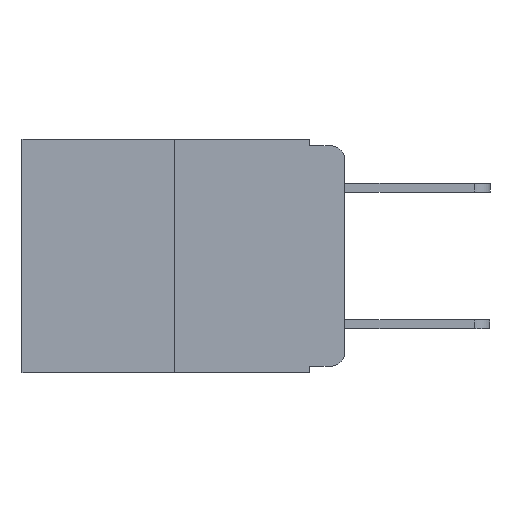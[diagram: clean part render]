
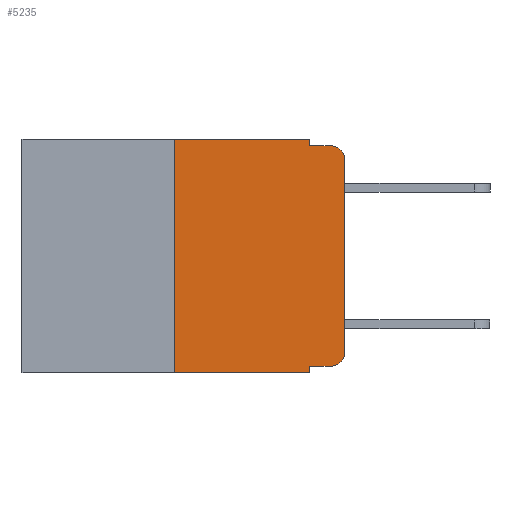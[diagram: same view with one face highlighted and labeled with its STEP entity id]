
A CAD part, left-side view. The second image highlights one B-rep face of the part: STEP entity #5235.
In plain terms, the highlighted planar face has unit normal (-1, 0, 0).
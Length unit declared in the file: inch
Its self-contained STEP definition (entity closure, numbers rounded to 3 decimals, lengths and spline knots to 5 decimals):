
#71 = ORIENTED_EDGE ( 'NONE', *, *, #2638, .T. ) ;
#146 = VECTOR ( 'NONE', #13410, 39.37008 ) ;
#369 = ORIENTED_EDGE ( 'NONE', *, *, #3002, .F. ) ;
#473 = ORIENTED_EDGE ( 'NONE', *, *, #3007, .T. ) ;
#513 = ORIENTED_EDGE ( 'NONE', *, *, #3012, .T. ) ;
#807 = CARTESIAN_POINT ( 'NONE',  ( 0., 0., -0.313 ) ) ;
#1062 = CARTESIAN_POINT ( 'NONE',  ( 0., 0.25, -0.343 ) ) ;
#1285 = ORIENTED_EDGE ( 'NONE', *, *, #2982, .F. ) ;
#1299 = EDGE_CURVE ( 'NONE', #1948, #11897, #8416, .T. ) ;
#1504 = VECTOR ( 'NONE', #9123, 39.37008 ) ;
#1804 = LINE ( 'NONE', #12503, #9494 ) ;
#1895 = AXIS2_PLACEMENT_3D ( 'NONE', #15323, #16378, #9199 ) ;
#1948 = VERTEX_POINT ( 'NONE', #16312 ) ;
#2219 = CARTESIAN_POINT ( 'NONE',  ( 0., 0.051, 0. ) ) ;
#2557 = LINE ( 'NONE', #8823, #1504 ) ;
#2638 = EDGE_CURVE ( 'NONE', #15591, #4180, #1804, .T. ) ;
#2946 = EDGE_CURVE ( 'NONE', #12027, #5037, #17308, .T. ) ;
#2950 = EDGE_CURVE ( 'NONE', #5037, #13783, #14491, .T. ) ;
#2978 = EDGE_CURVE ( 'NONE', #7156, #13783, #7624, .T. ) ;
#2980 = EDGE_CURVE ( 'NONE', #11897, #7156, #10564, .T. ) ;
#2982 = EDGE_CURVE ( 'NONE', #15591, #1948, #6290, .T. ) ;
#3002 = EDGE_CURVE ( 'NONE', #3232, #4180, #2557, .T. ) ;
#3007 = EDGE_CURVE ( 'NONE', #3232, #8330, #5843, .T. ) ;
#3008 = CARTESIAN_POINT ( 'NONE',  ( 0., 0.473, 0. ) ) ;
#3012 = EDGE_CURVE ( 'NONE', #8330, #12027, #9223, .T. ) ;
#3232 = VERTEX_POINT ( 'NONE', #6855 ) ;
#4180 = VERTEX_POINT ( 'NONE', #14440 ) ;
#5037 = VERTEX_POINT ( 'NONE', #8134 ) ;
#5235 = ADVANCED_FACE ( 'NONE', ( #16632 ), #14189, .F. ) ;
#5534 = AXIS2_PLACEMENT_3D ( 'NONE', #17269, #17256, #17215 ) ;
#5843 = LINE ( 'NONE', #9076, #13795 ) ;
#6290 = LINE ( 'NONE', #13704, #13415 ) ;
#6721 = VECTOR ( 'NONE', #9995, 39.37008 ) ;
#6855 = CARTESIAN_POINT ( 'NONE',  ( 0., 0.051, -0.333 ) ) ;
#7156 = VERTEX_POINT ( 'NONE', #11593 ) ;
#7437 = CARTESIAN_POINT ( 'NONE',  ( 0., 0.02, -0.03 ) ) ;
#7600 = DIRECTION ( 'NONE',  ( -1., 0., 0. ) ) ;
#7624 = LINE ( 'NONE', #13524, #6721 ) ;
#7842 = DIRECTION ( 'NONE',  ( 0., 0., 1. ) ) ;
#7861 = DIRECTION ( 'NONE',  ( 0., 0., -1. ) ) ;
#8134 = CARTESIAN_POINT ( 'NONE',  ( 0., 0., -0.03 ) ) ;
#8330 = VERTEX_POINT ( 'NONE', #16328 ) ;
#8416 = LINE ( 'NONE', #3008, #146 ) ;
#8823 = CARTESIAN_POINT ( 'NONE',  ( 0., 0.051, 0. ) ) ;
#9076 = CARTESIAN_POINT ( 'NONE',  ( 0., 0.051, -0.333 ) ) ;
#9123 = DIRECTION ( 'NONE',  ( 0., 0., -1. ) ) ;
#9199 = DIRECTION ( 'NONE',  ( 0., 0., -1. ) ) ;
#9223 = CIRCLE ( 'NONE', #5534, 0.02 ) ;
#9494 = VECTOR ( 'NONE', #14183, 39.37008 ) ;
#9970 = CARTESIAN_POINT ( 'NONE',  ( 0., 0.051, 0. ) ) ;
#9995 = DIRECTION ( 'NONE',  ( 0., -1., 0. ) ) ;
#10139 = CARTESIAN_POINT ( 'NONE',  ( 0., 0., 0. ) ) ;
#10564 = LINE ( 'NONE', #9970, #16352 ) ;
#11397 = VECTOR ( 'NONE', #7842, 39.37008 ) ;
#11593 = CARTESIAN_POINT ( 'NONE',  ( 0., 0.051, -0.01 ) ) ;
#11897 = VERTEX_POINT ( 'NONE', #2219 ) ;
#12027 = VERTEX_POINT ( 'NONE', #807 ) ;
#12503 = CARTESIAN_POINT ( 'NONE',  ( 0., 0.473, -0.343 ) ) ;
#12513 = CARTESIAN_POINT ( 'NONE',  ( 0., 0.02, -0.01 ) ) ;
#13011 = ORIENTED_EDGE ( 'NONE', *, *, #2946, .T. ) ;
#13410 = DIRECTION ( 'NONE',  ( 0., -1., 0. ) ) ;
#13415 = VECTOR ( 'NONE', #13686, 39.37008 ) ;
#13524 = CARTESIAN_POINT ( 'NONE',  ( 0., 0.051, -0.01 ) ) ;
#13587 = EDGE_LOOP ( 'NONE', ( #13011, #14325, #14539, #15079, #16674, #1285, #71, #369, #473, #513 ) ) ;
#13600 = DIRECTION ( 'NONE',  ( 0., 0., -1. ) ) ;
#13652 = DIRECTION ( 'NONE',  ( 0., -1., 0. ) ) ;
#13686 = DIRECTION ( 'NONE',  ( 0., 0., 1. ) ) ;
#13704 = CARTESIAN_POINT ( 'NONE',  ( 0., 0.25, 0. ) ) ;
#13783 = VERTEX_POINT ( 'NONE', #12513 ) ;
#13795 = VECTOR ( 'NONE', #13652, 39.37008 ) ;
#14183 = DIRECTION ( 'NONE',  ( 0., -1., 0. ) ) ;
#14189 = PLANE ( 'NONE',  #1895 ) ;
#14325 = ORIENTED_EDGE ( 'NONE', *, *, #2950, .T. ) ;
#14440 = CARTESIAN_POINT ( 'NONE',  ( 0., 0.051, -0.343 ) ) ;
#14491 = CIRCLE ( 'NONE', #14689, 0.02 ) ;
#14539 = ORIENTED_EDGE ( 'NONE', *, *, #2978, .F. ) ;
#14689 = AXIS2_PLACEMENT_3D ( 'NONE', #7437, #7600, #7861 ) ;
#15079 = ORIENTED_EDGE ( 'NONE', *, *, #2980, .F. ) ;
#15323 = CARTESIAN_POINT ( 'NONE',  ( 0., 0.473, 0. ) ) ;
#15591 = VERTEX_POINT ( 'NONE', #1062 ) ;
#16312 = CARTESIAN_POINT ( 'NONE',  ( 0., 0.25, 0. ) ) ;
#16328 = CARTESIAN_POINT ( 'NONE',  ( 0., 0.02, -0.333 ) ) ;
#16352 = VECTOR ( 'NONE', #13600, 39.37008 ) ;
#16378 = DIRECTION ( 'NONE',  ( 1., 0., 0. ) ) ;
#16632 = FACE_OUTER_BOUND ( 'NONE', #13587, .T. ) ;
#16674 = ORIENTED_EDGE ( 'NONE', *, *, #1299, .F. ) ;
#17215 = DIRECTION ( 'NONE',  ( 0., 0., -1. ) ) ;
#17256 = DIRECTION ( 'NONE',  ( -1., 0., 0. ) ) ;
#17269 = CARTESIAN_POINT ( 'NONE',  ( 0., 0.02, -0.313 ) ) ;
#17308 = LINE ( 'NONE', #10139, #11397 ) ;
